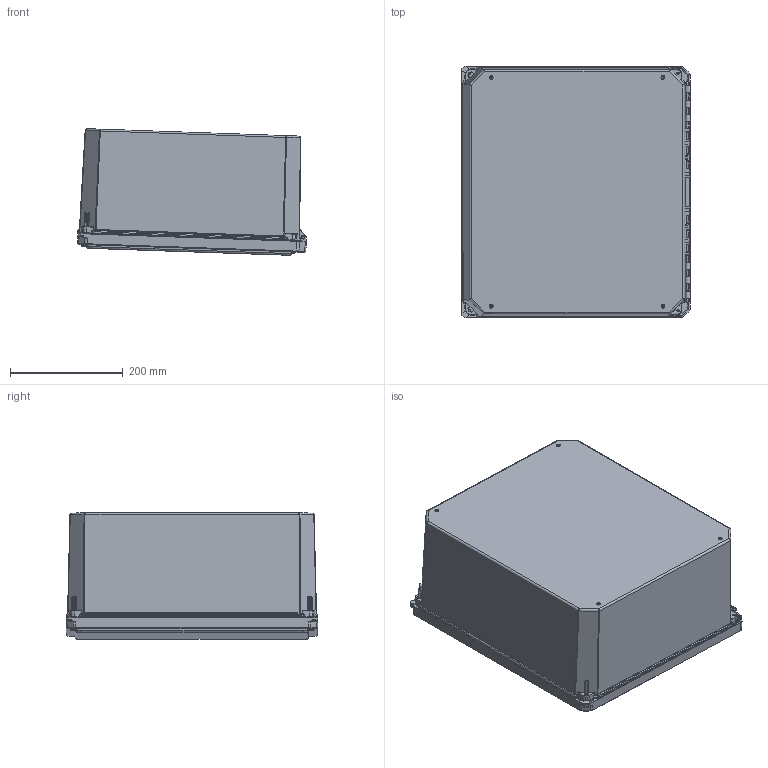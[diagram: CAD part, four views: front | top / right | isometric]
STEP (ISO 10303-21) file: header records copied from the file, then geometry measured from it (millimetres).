
FILE_DESCRIPTION (( 'STEP AP214' ), '1' );
FILE_NAME ('FR161408HW.STEP', '2021-10-07T15:43:24', ( '' ), ( '' ), 'SwSTEP 2.0', 'SolidWorks 2021', '' );
FILE_SCHEMA (( 'AUTOMOTIVE_DESIGN' ));
Length unit declared in the file: inch
Products named in the file (1): FR161408HW
Bounding box: 405.74 x 446.78 x 224.54 mm (x, y, z)
Volume: 3017847.5 mm3; surface area: 1432538.6 mm2
Topology: 23 solids, 23 shells, 2243 faces, 5677 edges, 3391 vertices
Faces by surface type: cylinder 889, plane 693, bspline 352, torus 194, cone 85, sphere 30
Entity records: 89829 total; most frequent: CARTESIAN_POINT 40344, ORIENTED_EDGE 11162, DIRECTION 8851, EDGE_CURVE 5581, VERTEX_POINT 3387, AXIS2_PLACEMENT_3D 3112, VECTOR 2627, LINE 2627
